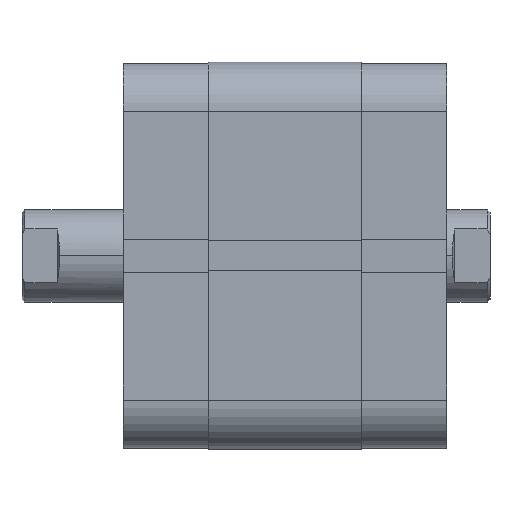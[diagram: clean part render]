
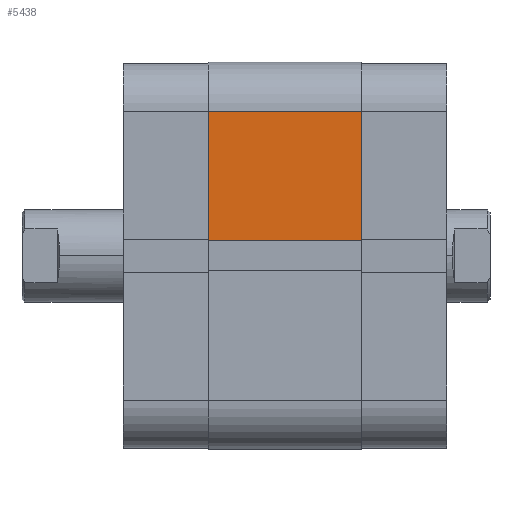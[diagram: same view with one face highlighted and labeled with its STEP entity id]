
A CAD part, top view. The second image highlights one B-rep face of the part: STEP entity #5438.
In plain terms, the highlighted face is planar.
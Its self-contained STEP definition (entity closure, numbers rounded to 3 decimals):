
#441 = EDGE_CURVE ( 'NONE', #1911, #1906, #5701, .T. ) ;
#445 = EDGE_CURVE ( 'NONE', #1906, #1905, #5696, .T. ) ;
#448 = EDGE_CURVE ( 'NONE', #1911, #1913, #5714, .T. ) ;
#449 = EDGE_CURVE ( 'NONE', #1913, #1905, #5706, .T. ) ;
#1170 = AXIS2_PLACEMENT_3D ( 'NONE', #3921, #3926, #3927 ) ;
#1905 = VERTEX_POINT ( 'NONE', #3591 ) ;
#1906 = VERTEX_POINT ( 'NONE', #3592 ) ;
#1911 = VERTEX_POINT ( 'NONE', #3597 ) ;
#1913 = VERTEX_POINT ( 'NONE', #3599 ) ;
#2631 = CARTESIAN_POINT ( 'NONE',  ( 33.5, 25., 26.5 ) ) ;
#2632 = CARTESIAN_POINT ( 'NONE',  ( 33.5, -73.841, 26.5 ) ) ;
#2633 = DIRECTION ( 'NONE',  ( 0., -1., 0. ) ) ;
#2640 = CARTESIAN_POINT ( 'NONE',  ( 33.5, 2.6, 26.5 ) ) ;
#2641 = DIRECTION ( 'NONE',  ( 0., 0., -1. ) ) ;
#2646 = CARTESIAN_POINT ( 'NONE',  ( 33.5, -73.841, 0. ) ) ;
#2648 = DIRECTION ( 'NONE',  ( 0., 0., -1. ) ) ;
#2650 = DIRECTION ( 'NONE',  ( 0., -1., 0. ) ) ;
#3591 = CARTESIAN_POINT ( 'NONE',  ( 33.5, 2.6, 0. ) ) ;
#3592 = CARTESIAN_POINT ( 'NONE',  ( 33.5, 2.6, 26.5 ) ) ;
#3597 = CARTESIAN_POINT ( 'NONE',  ( 33.5, 25., 26.5 ) ) ;
#3599 = CARTESIAN_POINT ( 'NONE',  ( 33.5, 25., 0. ) ) ;
#3918 = PLANE ( 'NONE',  #1170 ) ;
#3921 = CARTESIAN_POINT ( 'NONE',  ( 33.5, -73.841, 26.5 ) ) ;
#3926 = DIRECTION ( 'NONE',  ( 1., 0., 0. ) ) ;
#3927 = DIRECTION ( 'NONE',  ( 0., 1., 0. ) ) ;
#4869 = ORIENTED_EDGE ( 'NONE', *, *, #445, .T. ) ;
#4870 = ORIENTED_EDGE ( 'NONE', *, *, #441, .T. ) ;
#4872 = ORIENTED_EDGE ( 'NONE', *, *, #448, .F. ) ;
#4873 = ORIENTED_EDGE ( 'NONE', *, *, #449, .F. ) ;
#5438 = ADVANCED_FACE ( 'NONE', ( #6457 ), #3918, .T. ) ;
#5687 = VECTOR ( 'NONE', #2641, 1000. ) ;
#5696 = LINE ( 'NONE', #2640, #5687 ) ;
#5701 = LINE ( 'NONE', #2632, #5703 ) ;
#5703 = VECTOR ( 'NONE', #2633, 1000. ) ;
#5706 = LINE ( 'NONE', #2646, #5728 ) ;
#5714 = LINE ( 'NONE', #2631, #5724 ) ;
#5724 = VECTOR ( 'NONE', #2648, 1000. ) ;
#5728 = VECTOR ( 'NONE', #2650, 1000. ) ;
#6457 = FACE_OUTER_BOUND ( 'NONE', #6783, .T. ) ;
#6783 = EDGE_LOOP ( 'NONE', ( #4873, #4872, #4870, #4869 ) ) ;
